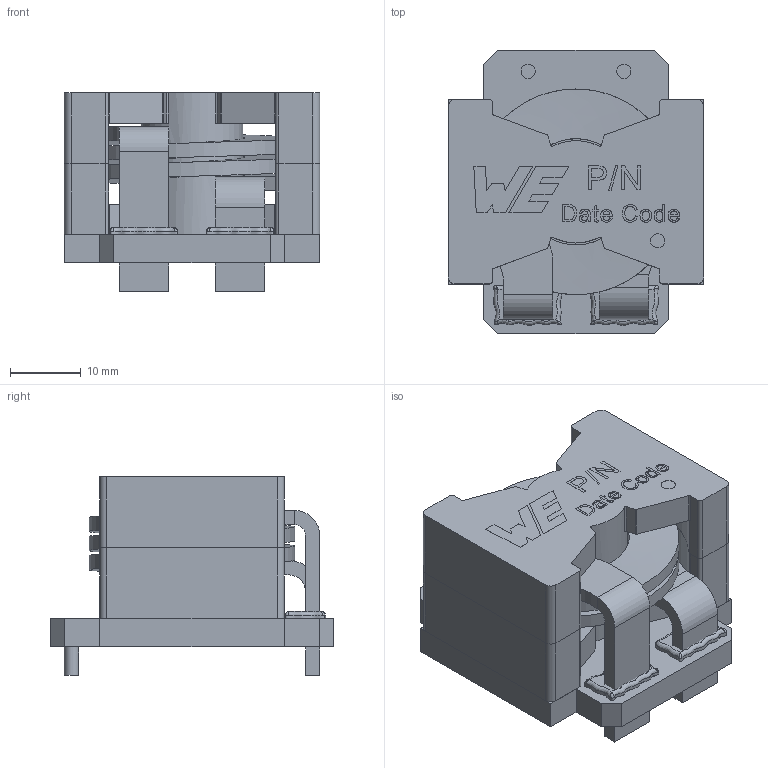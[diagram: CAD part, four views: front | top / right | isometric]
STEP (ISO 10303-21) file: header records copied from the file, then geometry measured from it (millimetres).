
FILE_DESCRIPTION(/* description */ ('Unknown'),/* implementation_level */ '2;1');
FILE_NAME(/* name */ '3521_7843763521',/* time_stamp */ '2023-08-28T08:32:23+02:00',/* author */ ('Unknown'),/* organization */ ('Unknown'),/* preprocessor_version */ 'ST-DEVELOPER v16.7',/* originating_system */ 'Solid Edge',/* authorisation */ 'Unknown');
FILE_SCHEMA (('AUTOMOTIVE_DESIGN {1 0 10303 214 3 1 1}'));
Length unit declared in the file: millimetre
Products named in the file (8): 3521_7843763521; Base; Marking; Core_PQ35.2-40.5A; Spule; We; glue; Pins
Assembly tree (9 placements, depth 2):
  3521_7843763521
    Base
    Marking  x2
    Core_PQ35.2-40.5A  x2
    Spule
    We
    glue
    Pins
Bounding box: 36 x 40 x 28.02 mm (x, y, z)
Volume: 18841.8 mm3; surface area: 14647.6 mm2
Topology: 38 solids, 38 shells, 468 faces, 1158 edges, 760 vertices
Faces by surface type: plane 334, bspline 71, cylinder 63
Full cylindrical faces by diameter (mm): 2 x6, 14.4 x2
Entity records: 14964 total; most frequent: CARTESIAN_POINT 7857, ORIENTED_EDGE 1420, DIRECTION 1115, EDGE_CURVE 710, VERTEX_POINT 473, LINE 447, VECTOR 447, AXIS2_PLACEMENT_3D 334
